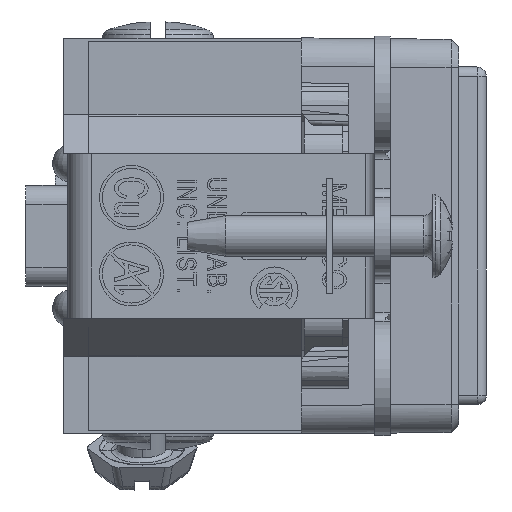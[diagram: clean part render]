
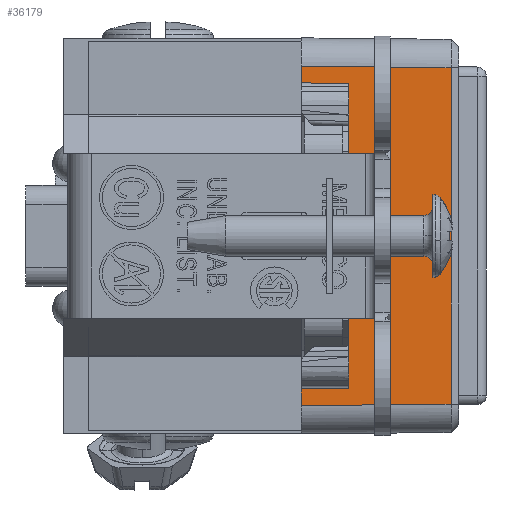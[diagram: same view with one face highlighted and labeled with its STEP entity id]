
A CAD part, left-side view. The second image highlights one B-rep face of the part: STEP entity #36179.
In plain terms, the highlighted face is planar.
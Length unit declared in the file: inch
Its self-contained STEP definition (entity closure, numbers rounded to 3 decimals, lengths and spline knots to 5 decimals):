
#11 = ORIENTED_EDGE ( 'NONE', *, *, #15233, .T. ) ;
#587 = VERTEX_POINT ( 'NONE', #73973 ) ;
#1163 = VERTEX_POINT ( 'NONE', #5373 ) ;
#2289 = EDGE_CURVE ( 'NONE', #1163, #42076, #28093, .T. ) ;
#2481 = VECTOR ( 'NONE', #51939, 39.37008 ) ;
#3493 = VECTOR ( 'NONE', #24914, 39.37008 ) ;
#3651 = EDGE_CURVE ( 'NONE', #27200, #52629, #11198, .T. ) ;
#4319 = LINE ( 'NONE', #33683, #31187 ) ;
#4900 = ORIENTED_EDGE ( 'NONE', *, *, #2289, .F. ) ;
#4913 = DIRECTION ( 'NONE',  ( -0.009, -1., -0.01 ) ) ;
#5090 = PLANE ( 'NONE',  #36998 ) ;
#5373 = CARTESIAN_POINT ( 'NONE',  ( -1.30714, 0.156, -0.3826 ) ) ;
#8834 = CARTESIAN_POINT ( 'NONE',  ( -1.3085, 0., 0.55696 ) ) ;
#8943 = VECTOR ( 'NONE', #10428, 39.37008 ) ;
#10140 = VECTOR ( 'NONE', #4913, 39.37008 ) ;
#10428 = DIRECTION ( 'NONE',  ( 0.009, 1., -0.01 ) ) ;
#11005 = VERTEX_POINT ( 'NONE', #57489 ) ;
#11198 = LINE ( 'NONE', #53698, #8943 ) ;
#11888 = VERTEX_POINT ( 'NONE', #15930 ) ;
#13263 = ORIENTED_EDGE ( 'NONE', *, *, #55692, .T. ) ;
#13290 = ORIENTED_EDGE ( 'NONE', *, *, #76935, .T. ) ;
#15233 = EDGE_CURVE ( 'NONE', #54964, #11888, #59314, .T. ) ;
#15519 = ORIENTED_EDGE ( 'NONE', *, *, #3651, .T. ) ;
#15930 = CARTESIAN_POINT ( 'NONE',  ( -1.3085, 0., -0.55696 ) ) ;
#18158 = DIRECTION ( 'NONE',  ( -0.009, -1., 0. ) ) ;
#19792 = CARTESIAN_POINT ( 'NONE',  ( -1.30714, 0.156, 0.645 ) ) ;
#20199 = DIRECTION ( 'NONE',  ( 0., 0., -1. ) ) ;
#20287 = CARTESIAN_POINT ( 'NONE',  ( -1.3085, 0., 0. ) ) ;
#20603 = VERTEX_POINT ( 'NONE', #47661 ) ;
#23258 = DIRECTION ( 'NONE',  ( 0., 0., -1. ) ) ;
#24914 = DIRECTION ( 'NONE',  ( 0., 0., -1. ) ) ;
#27200 = VERTEX_POINT ( 'NONE', #8834 ) ;
#28093 = LINE ( 'NONE', #64659, #2481 ) ;
#28144 = ORIENTED_EDGE ( 'NONE', *, *, #42787, .T. ) ;
#28364 = LINE ( 'NONE', #58937, #51533 ) ;
#28920 = CARTESIAN_POINT ( 'NONE',  ( -1.30422, 0.49098, -0.55224 ) ) ;
#29996 = LINE ( 'NONE', #35951, #63581 ) ;
#30312 = LINE ( 'NONE', #59321, #75088 ) ;
#30922 = VERTEX_POINT ( 'NONE', #39691 ) ;
#31187 = VECTOR ( 'NONE', #40028, 39.37008 ) ;
#32253 = ORIENTED_EDGE ( 'NONE', *, *, #55467, .T. ) ;
#33683 = CARTESIAN_POINT ( 'NONE',  ( -1.30396, 0.52066, -0.49987 ) ) ;
#35486 = CARTESIAN_POINT ( 'NONE',  ( -1.30714, 0.156, 0.3826 ) ) ;
#35951 = CARTESIAN_POINT ( 'NONE',  ( -1.30714, 0.156, 0.645 ) ) ;
#36179 = ADVANCED_FACE ( 'NONE', ( #59499 ), #5090, .T. ) ;
#36998 = AXIS2_PLACEMENT_3D ( 'NONE', #71405, #78165, #18158 ) ;
#39310 = ORIENTED_EDGE ( 'NONE', *, *, #40579, .T. ) ;
#39691 = CARTESIAN_POINT ( 'NONE',  ( -1.30714, 0.156, 0.50136 ) ) ;
#39767 = DIRECTION ( 'NONE',  ( -0.009, -1., 0.004 ) ) ;
#40028 = DIRECTION ( 'NONE',  ( 0.009, 1., 0.004 ) ) ;
#40579 = EDGE_CURVE ( 'NONE', #52629, #54964, #28364, .T. ) ;
#40612 = VERTEX_POINT ( 'NONE', #35486 ) ;
#41352 = ORIENTED_EDGE ( 'NONE', *, *, #67927, .T. ) ;
#42076 = VERTEX_POINT ( 'NONE', #44504 ) ;
#42787 = EDGE_CURVE ( 'NONE', #11888, #11005, #49079, .T. ) ;
#44200 = EDGE_LOOP ( 'NONE', ( #15519, #39310, #11, #28144, #13290, #4900, #46142, #41352, #53571, #69046, #32253, #13263 ) ) ;
#44504 = CARTESIAN_POINT ( 'NONE',  ( -1.30714, 0.156, -0.50136 ) ) ;
#46142 = ORIENTED_EDGE ( 'NONE', *, *, #60223, .F. ) ;
#47536 = VERTEX_POINT ( 'NONE', #75673 ) ;
#47661 = CARTESIAN_POINT ( 'NONE',  ( -1.30714, 0.156, 0.27817 ) ) ;
#49079 = LINE ( 'NONE', #72920, #69577 ) ;
#49496 = DIRECTION ( 'NONE',  ( 0., 0., 1. ) ) ;
#50751 = LINE ( 'NONE', #55108, #3493 ) ;
#51533 = VECTOR ( 'NONE', #76835, 39.37008 ) ;
#51907 = VECTOR ( 'NONE', #20199, 39.37008 ) ;
#51939 = DIRECTION ( 'NONE',  ( 0., 0., -1. ) ) ;
#52629 = VERTEX_POINT ( 'NONE', #68655 ) ;
#52693 = VECTOR ( 'NONE', #62417, 39.37008 ) ;
#53571 = ORIENTED_EDGE ( 'NONE', *, *, #67641, .F. ) ;
#53698 = CARTESIAN_POINT ( 'NONE',  ( -1.30401, 0.51511, 0.55201 ) ) ;
#54557 = DIRECTION ( 'NONE',  ( 0., 0., 1. ) ) ;
#54964 = VERTEX_POINT ( 'NONE', #28920 ) ;
#55108 = CARTESIAN_POINT ( 'NONE',  ( -1.30714, 0.156, 0.645 ) ) ;
#55467 = EDGE_CURVE ( 'NONE', #30922, #587, #58841, .T. ) ;
#55692 = EDGE_CURVE ( 'NONE', #587, #27200, #73530, .T. ) ;
#56335 = LINE ( 'NONE', #19792, #51907 ) ;
#57489 = CARTESIAN_POINT ( 'NONE',  ( -1.3085, 0., -0.50199 ) ) ;
#58841 = LINE ( 'NONE', #75951, #65409 ) ;
#58937 = CARTESIAN_POINT ( 'NONE',  ( -1.30422, 0.49098, 0.645 ) ) ;
#59314 = LINE ( 'NONE', #66089, #10140 ) ;
#59321 = CARTESIAN_POINT ( 'NONE',  ( -1.30714, 0.156, 0.645 ) ) ;
#59499 = FACE_OUTER_BOUND ( 'NONE', #44200, .T. ) ;
#60223 = EDGE_CURVE ( 'NONE', #47536, #1163, #56335, .T. ) ;
#62417 = DIRECTION ( 'NONE',  ( 0., 0., 1. ) ) ;
#63581 = VECTOR ( 'NONE', #23258, 39.37008 ) ;
#64212 = EDGE_CURVE ( 'NONE', #30922, #40612, #50751, .T. ) ;
#64659 = CARTESIAN_POINT ( 'NONE',  ( -1.30714, 0.156, 0.645 ) ) ;
#65409 = VECTOR ( 'NONE', #39767, 39.37008 ) ;
#66089 = CARTESIAN_POINT ( 'NONE',  ( -1.3039, 0.52749, -0.55189 ) ) ;
#67641 = EDGE_CURVE ( 'NONE', #40612, #20603, #29996, .T. ) ;
#67927 = EDGE_CURVE ( 'NONE', #47536, #20603, #30312, .T. ) ;
#68655 = CARTESIAN_POINT ( 'NONE',  ( -1.30422, 0.49098, 0.55224 ) ) ;
#69046 = ORIENTED_EDGE ( 'NONE', *, *, #64212, .F. ) ;
#69577 = VECTOR ( 'NONE', #49496, 39.37008 ) ;
#71405 = CARTESIAN_POINT ( 'NONE',  ( -1.304, 0.516, 0.645 ) ) ;
#72920 = CARTESIAN_POINT ( 'NONE',  ( -1.3085, 0., 0. ) ) ;
#73530 = LINE ( 'NONE', #20287, #52693 ) ;
#73973 = CARTESIAN_POINT ( 'NONE',  ( -1.3085, 0., 0.50199 ) ) ;
#75088 = VECTOR ( 'NONE', #54557, 39.37008 ) ;
#75673 = CARTESIAN_POINT ( 'NONE',  ( -1.30714, 0.156, -0.27817 ) ) ;
#75951 = CARTESIAN_POINT ( 'NONE',  ( -1.30401, 0.51541, 0.4999 ) ) ;
#76835 = DIRECTION ( 'NONE',  ( 0., 0., -1. ) ) ;
#76935 = EDGE_CURVE ( 'NONE', #11005, #42076, #4319, .T. ) ;
#78165 = DIRECTION ( 'NONE',  ( -1., 0.009, 0. ) ) ;
